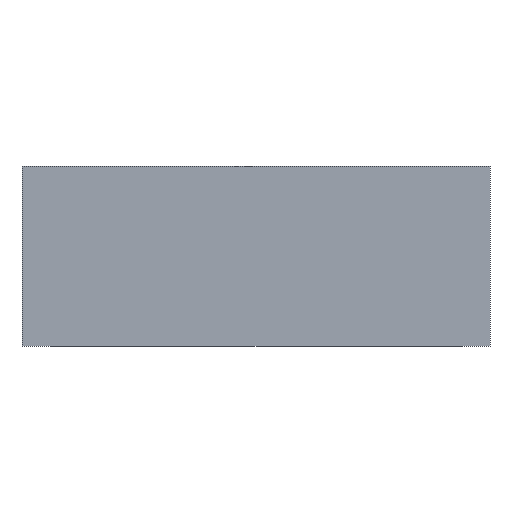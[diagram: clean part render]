
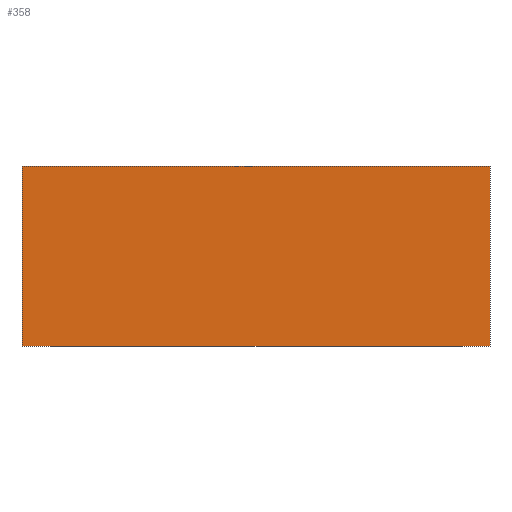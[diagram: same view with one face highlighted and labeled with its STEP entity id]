
A CAD part, front view. The second image highlights one B-rep face of the part: STEP entity #358.
In plain terms, the highlighted planar face has unit normal (0, -1, 0).
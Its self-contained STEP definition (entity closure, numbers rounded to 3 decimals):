
#46=FACE_OUTER_BOUND('',#66,.T.);
#66=EDGE_LOOP('',(#303,#304,#305,#306));
#100=LINE('',#577,#140);
#108=LINE('',#592,#148);
#109=LINE('',#594,#149);
#110=LINE('',#595,#150);
#140=VECTOR('',#477,10.);
#148=VECTOR('',#489,10.);
#149=VECTOR('',#492,10.);
#150=VECTOR('',#493,10.);
#175=VERTEX_POINT('',#573);
#177=VERTEX_POINT('',#576);
#181=VERTEX_POINT('',#588);
#182=VERTEX_POINT('',#590);
#220=EDGE_CURVE('',#175,#177,#100,.T.);
#228=EDGE_CURVE('',#181,#182,#108,.T.);
#229=EDGE_CURVE('',#181,#175,#109,.T.);
#230=EDGE_CURVE('',#177,#182,#110,.T.);
#303=ORIENTED_EDGE('',*,*,#229,.F.);
#304=ORIENTED_EDGE('',*,*,#228,.T.);
#305=ORIENTED_EDGE('',*,*,#230,.F.);
#306=ORIENTED_EDGE('',*,*,#220,.F.);
#339=PLANE('',#399);
#358=ADVANCED_FACE('',(#46),#339,.T.);
#399=AXIS2_PLACEMENT_3D('',#593,#490,#491);
#477=DIRECTION('',(0.,0.,1.));
#489=DIRECTION('',(0.,0.,1.));
#490=DIRECTION('center_axis',(0.,-1.,0.));
#491=DIRECTION('ref_axis',(1.,0.,0.));
#492=DIRECTION('',(-1.,0.,0.));
#493=DIRECTION('',(1.,0.,0.));
#573=CARTESIAN_POINT('',(0.,-148.972,3.175));
#576=CARTESIAN_POINT('',(0.,-148.972,28.175));
#577=CARTESIAN_POINT('',(0.,-148.972,3.175));
#588=CARTESIAN_POINT('',(65.,-148.972,3.175));
#590=CARTESIAN_POINT('',(65.,-148.972,28.175));
#592=CARTESIAN_POINT('',(65.,-148.972,3.175));
#593=CARTESIAN_POINT('Origin',(0.,-148.972,3.175));
#594=CARTESIAN_POINT('',(65.,-148.972,3.175));
#595=CARTESIAN_POINT('',(65.,-148.972,28.175));
